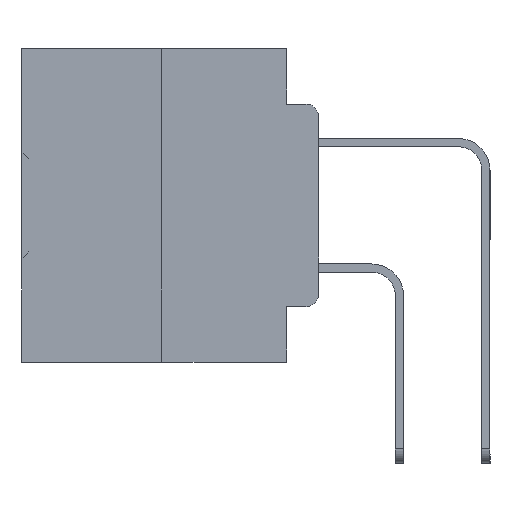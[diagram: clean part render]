
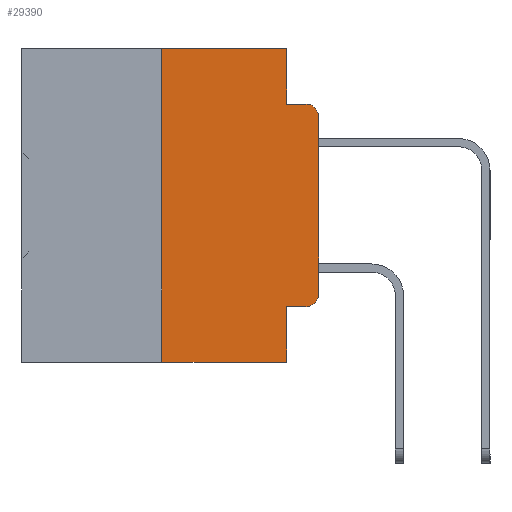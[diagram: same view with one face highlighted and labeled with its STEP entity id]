
A CAD part, left-side view. The second image highlights one B-rep face of the part: STEP entity #29390.
In plain terms, the highlighted planar face has unit normal (-1, 0, 0).
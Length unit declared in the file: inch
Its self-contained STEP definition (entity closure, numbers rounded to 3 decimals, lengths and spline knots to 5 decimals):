
#393 = LINE ( 'NONE', #3099, #31976 ) ;
#577 = EDGE_CURVE ( 'NONE', #28703, #21896, #23462, .T. ) ;
#661 = DIRECTION ( 'NONE',  ( 0., 0., -1. ) ) ;
#782 = CARTESIAN_POINT ( 'NONE',  ( 0., 0.051, -0.4115 ) ) ;
#1468 = EDGE_LOOP ( 'NONE', ( #23952, #30586, #28238, #15887, #14964, #24502, #34501, #19317, #37364, #6349 ) ) ;
#2365 = CARTESIAN_POINT ( 'NONE',  ( 0., 0.473, -0.5 ) ) ;
#3099 = CARTESIAN_POINT ( 'NONE',  ( 0., 0.051, 0. ) ) ;
#3827 = CARTESIAN_POINT ( 'NONE',  ( 0., 0., 0. ) ) ;
#3977 = LINE ( 'NONE', #18311, #11213 ) ;
#4528 = CARTESIAN_POINT ( 'NONE',  ( 0., 0.02, -0.4115 ) ) ;
#4705 = LINE ( 'NONE', #3827, #37152 ) ;
#4789 = VERTEX_POINT ( 'NONE', #11328 ) ;
#5070 = VECTOR ( 'NONE', #32139, 39.37008 ) ;
#5875 = VERTEX_POINT ( 'NONE', #10578 ) ;
#5938 = EDGE_CURVE ( 'NONE', #21896, #4789, #26573, .T. ) ;
#6189 = VECTOR ( 'NONE', #33580, 39.37008 ) ;
#6349 = ORIENTED_EDGE ( 'NONE', *, *, #23150, .T. ) ;
#6564 = AXIS2_PLACEMENT_3D ( 'NONE', #37265, #19084, #661 ) ;
#7056 = VERTEX_POINT ( 'NONE', #22647 ) ;
#8058 = EDGE_CURVE ( 'NONE', #4789, #11279, #3977, .T. ) ;
#8926 = LINE ( 'NONE', #35967, #31311 ) ;
#10100 = EDGE_CURVE ( 'NONE', #16860, #11279, #37025, .T. ) ;
#10407 = CARTESIAN_POINT ( 'NONE',  ( 0., 0.051, -0.4115 ) ) ;
#10578 = CARTESIAN_POINT ( 'NONE',  ( 0., 0.051, -0.5 ) ) ;
#10654 = VERTEX_POINT ( 'NONE', #4528 ) ;
#10698 = DIRECTION ( 'NONE',  ( 1., 0., 0. ) ) ;
#11213 = VECTOR ( 'NONE', #21378, 39.37008 ) ;
#11279 = VERTEX_POINT ( 'NONE', #25465 ) ;
#11328 = CARTESIAN_POINT ( 'NONE',  ( 0., 0.051, -0.0885 ) ) ;
#11683 = AXIS2_PLACEMENT_3D ( 'NONE', #31305, #13092, #34374 ) ;
#13092 = DIRECTION ( 'NONE',  ( -1., 0., 0. ) ) ;
#13965 = EDGE_CURVE ( 'NONE', #38930, #5875, #19695, .T. ) ;
#14578 = DIRECTION ( 'NONE',  ( 0., -1., 0. ) ) ;
#14964 = ORIENTED_EDGE ( 'NONE', *, *, #577, .F. ) ;
#15887 = ORIENTED_EDGE ( 'NONE', *, *, #5938, .F. ) ;
#16860 = VERTEX_POINT ( 'NONE', #24382 ) ;
#18300 = EDGE_CURVE ( 'NONE', #7056, #16860, #4705, .T. ) ;
#18311 = CARTESIAN_POINT ( 'NONE',  ( 0., 0.051, -0.0885 ) ) ;
#19084 = DIRECTION ( 'NONE',  ( -1., 0., 0. ) ) ;
#19317 = ORIENTED_EDGE ( 'NONE', *, *, #35358, .F. ) ;
#19695 = LINE ( 'NONE', #2365, #27717 ) ;
#21378 = DIRECTION ( 'NONE',  ( 0., -1., 0. ) ) ;
#21896 = VERTEX_POINT ( 'NONE', #30204 ) ;
#22183 = DIRECTION ( 'NONE',  ( 0., 0., 1. ) ) ;
#22647 = CARTESIAN_POINT ( 'NONE',  ( 0., 0., -0.3915 ) ) ;
#23150 = EDGE_CURVE ( 'NONE', #10654, #7056, #32175, .T. ) ;
#23462 = LINE ( 'NONE', #36529, #6189 ) ;
#23952 = ORIENTED_EDGE ( 'NONE', *, *, #18300, .T. ) ;
#24382 = CARTESIAN_POINT ( 'NONE',  ( 0., 0., -0.1085 ) ) ;
#24502 = ORIENTED_EDGE ( 'NONE', *, *, #37383, .F. ) ;
#25155 = EDGE_CURVE ( 'NONE', #39576, #10654, #28197, .T. ) ;
#25465 = CARTESIAN_POINT ( 'NONE',  ( 0., 0.02, -0.0885 ) ) ;
#25670 = CARTESIAN_POINT ( 'NONE',  ( 0., 0.25, 0. ) ) ;
#26573 = LINE ( 'NONE', #38246, #5070 ) ;
#26808 = DIRECTION ( 'NONE',  ( 0., 0., 1. ) ) ;
#27717 = VECTOR ( 'NONE', #14578, 39.37008 ) ;
#27967 = AXIS2_PLACEMENT_3D ( 'NONE', #28944, #10698, #32009 ) ;
#28197 = LINE ( 'NONE', #782, #34386 ) ;
#28238 = ORIENTED_EDGE ( 'NONE', *, *, #8058, .F. ) ;
#28703 = VERTEX_POINT ( 'NONE', #25670 ) ;
#28944 = CARTESIAN_POINT ( 'NONE',  ( 0., 0.473, 0. ) ) ;
#29390 = ADVANCED_FACE ( 'NONE', ( #33853 ), #37983, .F. ) ;
#30204 = CARTESIAN_POINT ( 'NONE',  ( 0., 0.051, 0. ) ) ;
#30586 = ORIENTED_EDGE ( 'NONE', *, *, #10100, .T. ) ;
#30592 = DIRECTION ( 'NONE',  ( 0., 0., -1. ) ) ;
#31189 = CARTESIAN_POINT ( 'NONE',  ( 0., 0.25, -0.5 ) ) ;
#31305 = CARTESIAN_POINT ( 'NONE',  ( 0., 0.02, -0.1085 ) ) ;
#31311 = VECTOR ( 'NONE', #26808, 39.37008 ) ;
#31976 = VECTOR ( 'NONE', #30592, 39.37008 ) ;
#32009 = DIRECTION ( 'NONE',  ( 0., 0., -1. ) ) ;
#32139 = DIRECTION ( 'NONE',  ( 0., 0., -1. ) ) ;
#32175 = CIRCLE ( 'NONE', #6564, 0.02 ) ;
#33580 = DIRECTION ( 'NONE',  ( 0., -1., 0. ) ) ;
#33853 = FACE_OUTER_BOUND ( 'NONE', #1468, .T. ) ;
#34374 = DIRECTION ( 'NONE',  ( 0., 0., -1. ) ) ;
#34386 = VECTOR ( 'NONE', #37366, 39.37008 ) ;
#34501 = ORIENTED_EDGE ( 'NONE', *, *, #13965, .T. ) ;
#35358 = EDGE_CURVE ( 'NONE', #39576, #5875, #393, .T. ) ;
#35967 = CARTESIAN_POINT ( 'NONE',  ( 0., 0.25, 0. ) ) ;
#36529 = CARTESIAN_POINT ( 'NONE',  ( 0., 0.473, 0. ) ) ;
#37025 = CIRCLE ( 'NONE', #11683, 0.02 ) ;
#37152 = VECTOR ( 'NONE', #22183, 39.37008 ) ;
#37265 = CARTESIAN_POINT ( 'NONE',  ( 0., 0.02, -0.3915 ) ) ;
#37364 = ORIENTED_EDGE ( 'NONE', *, *, #25155, .T. ) ;
#37366 = DIRECTION ( 'NONE',  ( 0., -1., 0. ) ) ;
#37383 = EDGE_CURVE ( 'NONE', #38930, #28703, #8926, .T. ) ;
#37983 = PLANE ( 'NONE',  #27967 ) ;
#38246 = CARTESIAN_POINT ( 'NONE',  ( 0., 0.051, 0. ) ) ;
#38930 = VERTEX_POINT ( 'NONE', #31189 ) ;
#39576 = VERTEX_POINT ( 'NONE', #10407 ) ;
